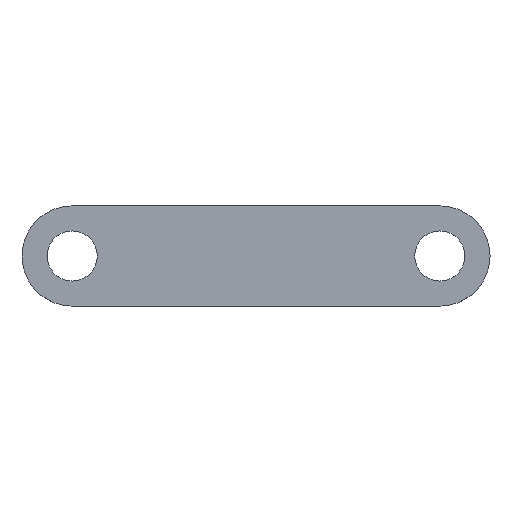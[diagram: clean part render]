
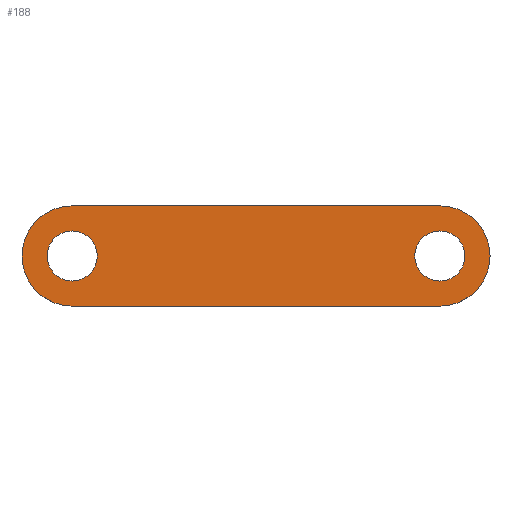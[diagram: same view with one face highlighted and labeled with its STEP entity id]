
A CAD part, top view. The second image highlights one B-rep face of the part: STEP entity #188.
In plain terms, the highlighted planar face has unit normal (0, 0, 1).
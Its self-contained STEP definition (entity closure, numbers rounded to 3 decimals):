
#6 = DIRECTION ( 'NONE',  ( 1., 0., 0. ) ) ;
#7 = CIRCLE ( 'NONE', #130, 30. ) ;
#13 = VERTEX_POINT ( 'NONE', #258 ) ;
#14 = FACE_OUTER_BOUND ( 'NONE', #276, .T. ) ;
#15 = VERTEX_POINT ( 'NONE', #403 ) ;
#17 = ORIENTED_EDGE ( 'NONE', *, *, #108, .F. ) ;
#18 = EDGE_CURVE ( 'NONE', #176, #13, #149, .T. ) ;
#22 = DIRECTION ( 'NONE',  ( 0., 0., 1. ) ) ;
#30 = DIRECTION ( 'NONE',  ( 1., 0., 0. ) ) ;
#31 = ORIENTED_EDGE ( 'NONE', *, *, #18, .F. ) ;
#35 = EDGE_CURVE ( 'NONE', #13, #176, #278, .T. ) ;
#40 = EDGE_CURVE ( 'NONE', #15, #259, #232, .T. ) ;
#42 = DIRECTION ( 'NONE',  ( 0., 0., 1. ) ) ;
#50 = CARTESIAN_POINT ( 'NONE',  ( 220., 0., 15. ) ) ;
#60 = CIRCLE ( 'NONE', #251, 15. ) ;
#67 = AXIS2_PLACEMENT_3D ( 'NONE', #337, #392, #334 ) ;
#69 = PLANE ( 'NONE',  #395 ) ;
#95 = CARTESIAN_POINT ( 'NONE',  ( 0., -30., 15. ) ) ;
#108 = EDGE_CURVE ( 'NONE', #138, #383, #284, .T. ) ;
#109 = ORIENTED_EDGE ( 'NONE', *, *, #375, .T. ) ;
#110 = CARTESIAN_POINT ( 'NONE',  ( 220., 30., 15. ) ) ;
#116 = VERTEX_POINT ( 'NONE', #269 ) ;
#119 = VECTOR ( 'NONE', #136, 1000. ) ;
#124 = CARTESIAN_POINT ( 'NONE',  ( 220., 0., 15. ) ) ;
#130 = AXIS2_PLACEMENT_3D ( 'NONE', #361, #201, #344 ) ;
#133 = DIRECTION ( 'NONE',  ( 1., 0., 0. ) ) ;
#135 = ORIENTED_EDGE ( 'NONE', *, *, #40, .T. ) ;
#136 = DIRECTION ( 'NONE',  ( 1., 0., 0. ) ) ;
#137 = CARTESIAN_POINT ( 'NONE',  ( 15., 0., 15. ) ) ;
#138 = VERTEX_POINT ( 'NONE', #137 ) ;
#140 = ORIENTED_EDGE ( 'NONE', *, *, #35, .F. ) ;
#149 = CIRCLE ( 'NONE', #183, 15. ) ;
#152 = ORIENTED_EDGE ( 'NONE', *, *, #231, .T. ) ;
#158 = DIRECTION ( 'NONE',  ( 0., 0., 1. ) ) ;
#159 = LINE ( 'NONE', #305, #119 ) ;
#165 = ORIENTED_EDGE ( 'NONE', *, *, #271, .F. ) ;
#166 = CARTESIAN_POINT ( 'NONE',  ( 0., 0., 15. ) ) ;
#171 = VECTOR ( 'NONE', #6, 1000. ) ;
#176 = VERTEX_POINT ( 'NONE', #202 ) ;
#183 = AXIS2_PLACEMENT_3D ( 'NONE', #124, #42, #292 ) ;
#188 = ADVANCED_FACE ( 'NONE', ( #190, #339, #14 ), #69, .T. ) ;
#189 = CARTESIAN_POINT ( 'NONE',  ( 0., 0., 15. ) ) ;
#190 = FACE_BOUND ( 'NONE', #279, .T. ) ;
#201 = DIRECTION ( 'NONE',  ( 0., 0., 1. ) ) ;
#202 = CARTESIAN_POINT ( 'NONE',  ( 235., 0., 15. ) ) ;
#210 = EDGE_CURVE ( 'NONE', #263, #345, #159, .T. ) ;
#213 = DIRECTION ( 'NONE',  ( 1., 0., 0. ) ) ;
#224 = AXIS2_PLACEMENT_3D ( 'NONE', #50, #281, #352 ) ;
#231 = EDGE_CURVE ( 'NONE', #263, #116, #7, .T. ) ;
#232 = LINE ( 'NONE', #95, #171 ) ;
#242 = CIRCLE ( 'NONE', #280, 30. ) ;
#251 = AXIS2_PLACEMENT_3D ( 'NONE', #166, #158, #133 ) ;
#258 = CARTESIAN_POINT ( 'NONE',  ( 205., 0., 15. ) ) ;
#259 = VERTEX_POINT ( 'NONE', #262 ) ;
#262 = CARTESIAN_POINT ( 'NONE',  ( 220., -30., 15. ) ) ;
#263 = VERTEX_POINT ( 'NONE', #333 ) ;
#265 = CARTESIAN_POINT ( 'NONE',  ( 0., 0., 15. ) ) ;
#269 = CARTESIAN_POINT ( 'NONE',  ( -30., 0., 15. ) ) ;
#271 = EDGE_CURVE ( 'NONE', #383, #138, #60, .T. ) ;
#276 = EDGE_LOOP ( 'NONE', ( #410, #152, #109, #135, #365 ) ) ;
#278 = CIRCLE ( 'NONE', #67, 15. ) ;
#279 = EDGE_LOOP ( 'NONE', ( #165, #17 ) ) ;
#280 = AXIS2_PLACEMENT_3D ( 'NONE', #374, #22, #213 ) ;
#281 = DIRECTION ( 'NONE',  ( 0., 0., 1. ) ) ;
#284 = CIRCLE ( 'NONE', #343, 15. ) ;
#292 = DIRECTION ( 'NONE',  ( 1., 0., 0. ) ) ;
#298 = DIRECTION ( 'NONE',  ( 0., 0., 1. ) ) ;
#305 = CARTESIAN_POINT ( 'NONE',  ( 0., 30., 15. ) ) ;
#306 = EDGE_CURVE ( 'NONE', #259, #345, #402, .T. ) ;
#315 = CARTESIAN_POINT ( 'NONE',  ( -15., 0., 15. ) ) ;
#333 = CARTESIAN_POINT ( 'NONE',  ( 0., 30., 15. ) ) ;
#334 = DIRECTION ( 'NONE',  ( 1., 0., 0. ) ) ;
#335 = EDGE_LOOP ( 'NONE', ( #140, #31 ) ) ;
#337 = CARTESIAN_POINT ( 'NONE',  ( 220., 0., 15. ) ) ;
#339 = FACE_BOUND ( 'NONE', #335, .T. ) ;
#343 = AXIS2_PLACEMENT_3D ( 'NONE', #189, #357, #30 ) ;
#344 = DIRECTION ( 'NONE',  ( 1., 0., 0. ) ) ;
#345 = VERTEX_POINT ( 'NONE', #110 ) ;
#352 = DIRECTION ( 'NONE',  ( 1., 0., 0. ) ) ;
#357 = DIRECTION ( 'NONE',  ( 0., 0., 1. ) ) ;
#361 = CARTESIAN_POINT ( 'NONE',  ( 0., 0., 15. ) ) ;
#365 = ORIENTED_EDGE ( 'NONE', *, *, #306, .T. ) ;
#374 = CARTESIAN_POINT ( 'NONE',  ( 0., 0., 15. ) ) ;
#375 = EDGE_CURVE ( 'NONE', #116, #15, #242, .T. ) ;
#383 = VERTEX_POINT ( 'NONE', #315 ) ;
#392 = DIRECTION ( 'NONE',  ( 0., 0., 1. ) ) ;
#395 = AXIS2_PLACEMENT_3D ( 'NONE', #265, #298, #406 ) ;
#402 = CIRCLE ( 'NONE', #224, 30. ) ;
#403 = CARTESIAN_POINT ( 'NONE',  ( 0., -30., 15. ) ) ;
#406 = DIRECTION ( 'NONE',  ( 1., 0., 0. ) ) ;
#410 = ORIENTED_EDGE ( 'NONE', *, *, #210, .F. ) ;
